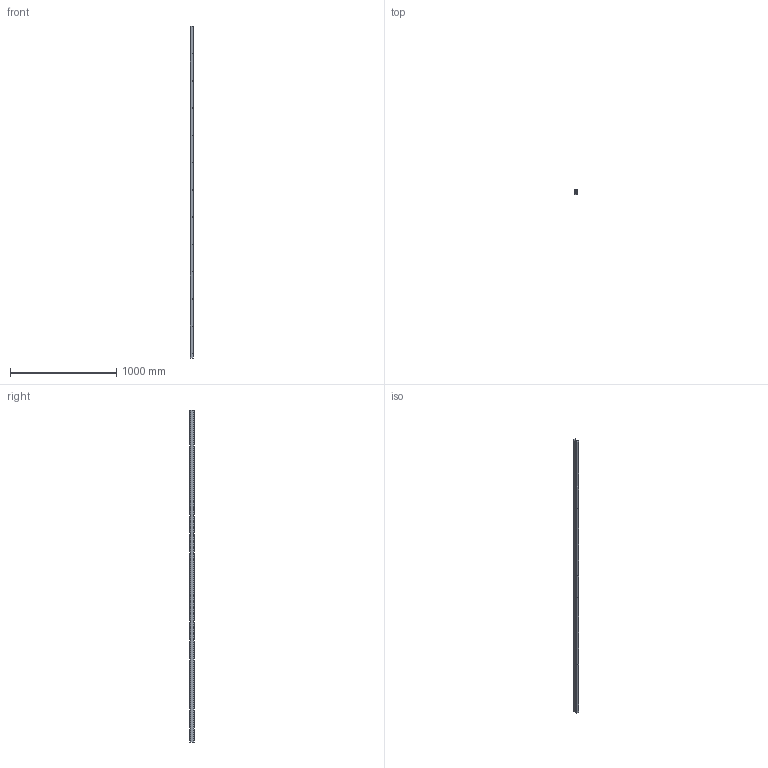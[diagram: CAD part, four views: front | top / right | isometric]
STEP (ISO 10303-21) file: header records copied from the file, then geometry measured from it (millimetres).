
FILE_DESCRIPTION (( 'STEP AP214' ), '1' );
FILE_NAME ('Rexnord-63350.STEP', '2023-08-01T06:43:18', ( '' ), ( '' ), 'SwSTEP 2.0', 'SolidWorks 2022', '' );
FILE_SCHEMA (( 'AUTOMOTIVE_DESIGN' ));
Length unit declared in the file: millimetre
Products named in the file (3): Rexnord-63350; Rexnord-63350_SIDE GUIDE_1; Rexnord-63350_ROLLER_1
Assembly tree (177 placements, depth 2):
  Rexnord-63350
    Rexnord-63350_SIDE GUIDE_1
    Rexnord-63350_ROLLER_1  x176
Bounding box: 35 x 46.5 x 3129 mm (x, y, z)
Volume: 2251598.5 mm3; surface area: 1033794.4 mm2
Topology: 177 solids, 177 shells, 2230 faces, 4572 edges, 3048 vertices
Faces by surface type: cylinder 1412, plane 818
Entity records: 5694 total; most frequent: DIRECTION 1016, CARTESIAN_POINT 930, ORIENTED_EDGE 744, EDGE_CURVE 372, VECTOR 348, LINE 348, AXIS2_PLACEMENT_3D 334, VERTEX_POINT 248
